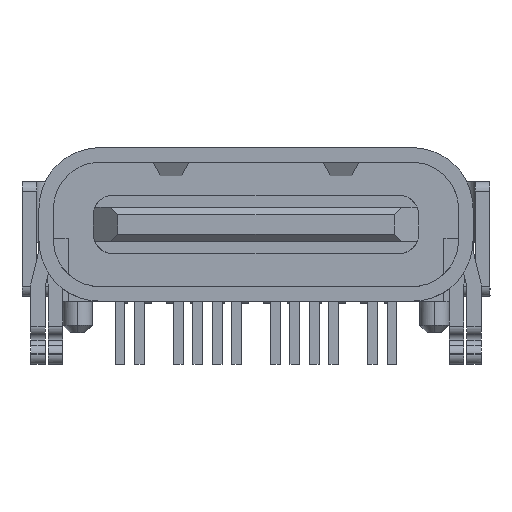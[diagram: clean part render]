
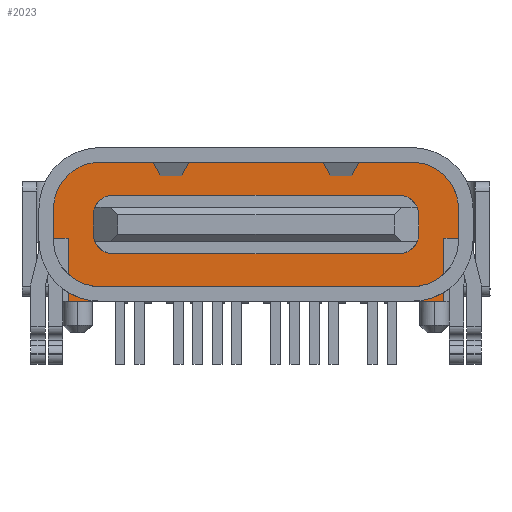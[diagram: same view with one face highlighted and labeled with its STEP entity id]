
A CAD part, front view. The second image highlights one B-rep face of the part: STEP entity #2023.
In plain terms, the highlighted free-form (B-spline) face has degree [1, 1] with [2, 2] control points.
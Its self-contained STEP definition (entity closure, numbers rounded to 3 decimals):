
#746 = VERTEX_POINT('',#747);
#747 = CARTESIAN_POINT('',(3.756,1.218,1.355)
  );
#752 = EDGE_CURVE('',#746,#753,#755,.T.);
#753 = VERTEX_POINT('',#754);
#754 = CARTESIAN_POINT('',(-3.756,1.218,1.355
    ));
#755 = B_SPLINE_CURVE_WITH_KNOTS('',1,(#756,#757),.UNSPECIFIED.,.F.,.F.,
  (2,2),(0.,7.513),.PIECEWISE_BEZIER_KNOTS.);
#756 = CARTESIAN_POINT('',(3.756,1.218,1.355)
  );
#757 = CARTESIAN_POINT('',(-3.756,1.218,1.355
    ));
#2001 = VERTEX_POINT('',#2002);
#2002 = CARTESIAN_POINT('',(4.047,1.218,3.209)
  );
#2007 = EDGE_CURVE('',#2008,#2001,#2010,.T.);
#2008 = VERTEX_POINT('',#2009);
#2009 = CARTESIAN_POINT('',(4.047,1.218,2.617)
  );
#2010 = B_SPLINE_CURVE_WITH_KNOTS('',1,(#2011,#2012),.UNSPECIFIED.,.F.,
  .F.,(2,2),(-0.272,0.32),.PIECEWISE_BEZIER_KNOTS.);
#2011 = CARTESIAN_POINT('',(4.047,1.218,2.617)
  );
#2012 = CARTESIAN_POINT('',(4.047,1.218,3.209)
  );
#2023 = ADVANCED_FACE('',(#2024,#2086),#2144,.T.);
#2024 = FACE_BOUND('',#2025,.T.);
#2025 = EDGE_LOOP('',(#2026,#2036,#2043,#2051,#2058,#2066,#2073,#2081));
#2026 = ORIENTED_EDGE('',*,*,#2027,.F.);
#2027 = EDGE_CURVE('',#2028,#2030,#2032,.T.);
#2028 = VERTEX_POINT('',#2029);
#2029 = CARTESIAN_POINT('',(-2.863,1.218,3.471
    ));
#2030 = VERTEX_POINT('',#2031);
#2031 = CARTESIAN_POINT('',(-3.252,1.218,
    3.083));
#2032 = ( BOUNDED_CURVE() B_SPLINE_CURVE(2,(#2033,#2034,#2035),
.UNSPECIFIED.,.F.,.F.) B_SPLINE_CURVE_WITH_KNOTS((3,3),(4.712,
6.283),.PIECEWISE_BEZIER_KNOTS.) CURVE() 
GEOMETRIC_REPRESENTATION_ITEM() RATIONAL_B_SPLINE_CURVE((1.,
0.707,1.)) REPRESENTATION_ITEM('') );
#2033 = CARTESIAN_POINT('',(-2.863,1.218,3.471
    ));
#2034 = CARTESIAN_POINT('',(-3.252,1.218,3.471
    ));
#2035 = CARTESIAN_POINT('',(-3.252,1.218,
    3.083));
#2036 = ORIENTED_EDGE('',*,*,#2037,.F.);
#2037 = EDGE_CURVE('',#2038,#2028,#2040,.T.);
#2038 = VERTEX_POINT('',#2039);
#2039 = CARTESIAN_POINT('',(2.863,1.218,3.471)
  );
#2040 = B_SPLINE_CURVE_WITH_KNOTS('',1,(#2041,#2042),.UNSPECIFIED.,.F.,
  .F.,(2,2),(-5.727,0.),.PIECEWISE_BEZIER_KNOTS.);
#2041 = CARTESIAN_POINT('',(2.863,1.218,3.471)
  );
#2042 = CARTESIAN_POINT('',(-2.863,1.218,3.471
    ));
#2043 = ORIENTED_EDGE('',*,*,#2044,.F.);
#2044 = EDGE_CURVE('',#2045,#2038,#2047,.T.);
#2045 = VERTEX_POINT('',#2046);
#2046 = CARTESIAN_POINT('',(3.252,1.218,3.083
    ));
#2047 = ( BOUNDED_CURVE() B_SPLINE_CURVE(2,(#2048,#2049,#2050),
.UNSPECIFIED.,.F.,.F.) B_SPLINE_CURVE_WITH_KNOTS((3,3),(3.142,
4.712),.PIECEWISE_BEZIER_KNOTS.) CURVE() 
GEOMETRIC_REPRESENTATION_ITEM() RATIONAL_B_SPLINE_CURVE((1.,
0.707,1.)) REPRESENTATION_ITEM('') );
#2048 = CARTESIAN_POINT('',(3.252,1.218,3.083
    ));
#2049 = CARTESIAN_POINT('',(3.252,1.218,3.471)
  );
#2050 = CARTESIAN_POINT('',(2.863,1.218,3.471)
  );
#2051 = ORIENTED_EDGE('',*,*,#2052,.F.);
#2052 = EDGE_CURVE('',#2053,#2045,#2055,.T.);
#2053 = VERTEX_POINT('',#2054);
#2054 = CARTESIAN_POINT('',(3.252,1.218,2.695
    ));
#2055 = B_SPLINE_CURVE_WITH_KNOTS('',1,(#2056,#2057),.UNSPECIFIED.,.F.,
  .F.,(2,2),(0.,0.388),
  .PIECEWISE_BEZIER_KNOTS.);
#2056 = CARTESIAN_POINT('',(3.252,1.218,2.695
    ));
#2057 = CARTESIAN_POINT('',(3.252,1.218,3.083
    ));
#2058 = ORIENTED_EDGE('',*,*,#2059,.F.);
#2059 = EDGE_CURVE('',#2060,#2053,#2062,.T.);
#2060 = VERTEX_POINT('',#2061);
#2061 = CARTESIAN_POINT('',(2.863,1.218,2.307
    ));
#2062 = ( BOUNDED_CURVE() B_SPLINE_CURVE(2,(#2063,#2064,#2065),
.UNSPECIFIED.,.F.,.F.) B_SPLINE_CURVE_WITH_KNOTS((3,3),(4.712,
6.283),.PIECEWISE_BEZIER_KNOTS.) CURVE() 
GEOMETRIC_REPRESENTATION_ITEM() RATIONAL_B_SPLINE_CURVE((1.,
0.707,1.)) REPRESENTATION_ITEM('') );
#2063 = CARTESIAN_POINT('',(2.863,1.218,2.307
    ));
#2064 = CARTESIAN_POINT('',(3.252,1.218,2.307
    ));
#2065 = CARTESIAN_POINT('',(3.252,1.218,2.695
    ));
#2066 = ORIENTED_EDGE('',*,*,#2067,.F.);
#2067 = EDGE_CURVE('',#2068,#2060,#2070,.T.);
#2068 = VERTEX_POINT('',#2069);
#2069 = CARTESIAN_POINT('',(-2.863,1.218,
    2.307));
#2070 = B_SPLINE_CURVE_WITH_KNOTS('',1,(#2071,#2072),.UNSPECIFIED.,.F.,
  .F.,(2,2),(0.,5.727),
  .PIECEWISE_BEZIER_KNOTS.);
#2071 = CARTESIAN_POINT('',(-2.863,1.218,
    2.307));
#2072 = CARTESIAN_POINT('',(2.863,1.218,2.307
    ));
#2073 = ORIENTED_EDGE('',*,*,#2074,.F.);
#2074 = EDGE_CURVE('',#2075,#2068,#2077,.T.);
#2075 = VERTEX_POINT('',#2076);
#2076 = CARTESIAN_POINT('',(-3.252,1.218,
    2.695));
#2077 = ( BOUNDED_CURVE() B_SPLINE_CURVE(2,(#2078,#2079,#2080),
.UNSPECIFIED.,.F.,.F.) B_SPLINE_CURVE_WITH_KNOTS((3,3),(0.,
1.571),.PIECEWISE_BEZIER_KNOTS.) CURVE() 
GEOMETRIC_REPRESENTATION_ITEM() RATIONAL_B_SPLINE_CURVE((1.,
0.707,1.)) REPRESENTATION_ITEM('') );
#2078 = CARTESIAN_POINT('',(-3.252,1.218,
    2.695));
#2079 = CARTESIAN_POINT('',(-3.252,1.218,
    2.307));
#2080 = CARTESIAN_POINT('',(-2.863,1.218,
    2.307));
#2081 = ORIENTED_EDGE('',*,*,#2082,.F.);
#2082 = EDGE_CURVE('',#2030,#2075,#2083,.T.);
#2083 = B_SPLINE_CURVE_WITH_KNOTS('',1,(#2084,#2085),.UNSPECIFIED.,.F.,
  .F.,(2,2),(-0.388,0.),.PIECEWISE_BEZIER_KNOTS.);
#2084 = CARTESIAN_POINT('',(-3.252,1.218,
    3.083));
#2085 = CARTESIAN_POINT('',(-3.252,1.218,
    2.695));
#2086 = FACE_BOUND('',#2087,.T.);
#2087 = EDGE_LOOP('',(#2088,#2095,#2096,#2103,#2108,#2109,#2117,#2124,
    #2132,#2139));
#2088 = ORIENTED_EDGE('',*,*,#2089,.T.);
#2089 = EDGE_CURVE('',#2090,#753,#2092,.T.);
#2090 = VERTEX_POINT('',#2091);
#2091 = CARTESIAN_POINT('',(-3.756,1.218,
    2.617));
#2092 = B_SPLINE_CURVE_WITH_KNOTS('',1,(#2093,#2094),.UNSPECIFIED.,.F.,
  .F.,(2,2),(0.,1.262),.PIECEWISE_BEZIER_KNOTS.);
#2093 = CARTESIAN_POINT('',(-3.756,1.218,
    2.617));
#2094 = CARTESIAN_POINT('',(-3.756,1.218,
    1.355));
#2095 = ORIENTED_EDGE('',*,*,#752,.F.);
#2096 = ORIENTED_EDGE('',*,*,#2097,.F.);
#2097 = EDGE_CURVE('',#2098,#746,#2100,.T.);
#2098 = VERTEX_POINT('',#2099);
#2099 = CARTESIAN_POINT('',(3.756,1.218,2.617
    ));
#2100 = B_SPLINE_CURVE_WITH_KNOTS('',1,(#2101,#2102),.UNSPECIFIED.,.F.,
  .F.,(2,2),(0.,1.262),.PIECEWISE_BEZIER_KNOTS.);
#2101 = CARTESIAN_POINT('',(3.756,1.218,2.617
    ));
#2102 = CARTESIAN_POINT('',(3.756,1.218,1.355
    ));
#2103 = ORIENTED_EDGE('',*,*,#2104,.T.);
#2104 = EDGE_CURVE('',#2098,#2008,#2105,.T.);
#2105 = B_SPLINE_CURVE_WITH_KNOTS('',1,(#2106,#2107),.UNSPECIFIED.,.F.,
  .F.,(2,2),(-0.291,0.),.PIECEWISE_BEZIER_KNOTS.);
#2106 = CARTESIAN_POINT('',(3.756,1.218,2.617
    ));
#2107 = CARTESIAN_POINT('',(4.047,1.218,2.617)
  );
#2108 = ORIENTED_EDGE('',*,*,#2007,.T.);
#2109 = ORIENTED_EDGE('',*,*,#2110,.F.);
#2110 = EDGE_CURVE('',#2111,#2001,#2113,.T.);
#2111 = VERTEX_POINT('',#2112);
#2112 = CARTESIAN_POINT('',(3.125,1.218,4.131
    ));
#2113 = ( BOUNDED_CURVE() B_SPLINE_CURVE(2,(#2114,#2115,#2116),
.UNSPECIFIED.,.F.,.F.) B_SPLINE_CURVE_WITH_KNOTS((3,3),(3.142,
4.712),.PIECEWISE_BEZIER_KNOTS.) CURVE() 
GEOMETRIC_REPRESENTATION_ITEM() RATIONAL_B_SPLINE_CURVE((1.,
0.707,1.)) REPRESENTATION_ITEM('') );
#2114 = CARTESIAN_POINT('',(3.125,1.218,4.131
    ));
#2115 = CARTESIAN_POINT('',(4.047,1.218,4.131)
  );
#2116 = CARTESIAN_POINT('',(4.047,1.218,3.209)
  );
#2117 = ORIENTED_EDGE('',*,*,#2118,.T.);
#2118 = EDGE_CURVE('',#2111,#2119,#2121,.T.);
#2119 = VERTEX_POINT('',#2120);
#2120 = CARTESIAN_POINT('',(-3.125,1.218,
    4.131));
#2121 = B_SPLINE_CURVE_WITH_KNOTS('',1,(#2122,#2123),.UNSPECIFIED.,.F.,
  .F.,(2,2),(-3.125,3.125),.PIECEWISE_BEZIER_KNOTS.);
#2122 = CARTESIAN_POINT('',(3.125,1.218,4.131
    ));
#2123 = CARTESIAN_POINT('',(-3.125,1.218,
    4.131));
#2124 = ORIENTED_EDGE('',*,*,#2125,.F.);
#2125 = EDGE_CURVE('',#2126,#2119,#2128,.T.);
#2126 = VERTEX_POINT('',#2127);
#2127 = CARTESIAN_POINT('',(-4.047,1.218,3.209)
  );
#2128 = ( BOUNDED_CURVE() B_SPLINE_CURVE(2,(#2129,#2130,#2131),
.UNSPECIFIED.,.F.,.F.) B_SPLINE_CURVE_WITH_KNOTS((3,3),(1.571,
3.142),.PIECEWISE_BEZIER_KNOTS.) CURVE() 
GEOMETRIC_REPRESENTATION_ITEM() RATIONAL_B_SPLINE_CURVE((1.,
0.707,1.)) REPRESENTATION_ITEM('') );
#2129 = CARTESIAN_POINT('',(-4.047,1.218,3.209)
  );
#2130 = CARTESIAN_POINT('',(-4.047,1.218,4.131)
  );
#2131 = CARTESIAN_POINT('',(-3.125,1.218,
    4.131));
#2132 = ORIENTED_EDGE('',*,*,#2133,.F.);
#2133 = EDGE_CURVE('',#2134,#2126,#2136,.T.);
#2134 = VERTEX_POINT('',#2135);
#2135 = CARTESIAN_POINT('',(-4.047,1.218,2.617)
  );
#2136 = B_SPLINE_CURVE_WITH_KNOTS('',1,(#2137,#2138),.UNSPECIFIED.,.F.,
  .F.,(2,2),(-0.272,0.32),.PIECEWISE_BEZIER_KNOTS.);
#2137 = CARTESIAN_POINT('',(-4.047,1.218,2.617)
  );
#2138 = CARTESIAN_POINT('',(-4.047,1.218,3.209)
  );
#2139 = ORIENTED_EDGE('',*,*,#2140,.F.);
#2140 = EDGE_CURVE('',#2090,#2134,#2141,.T.);
#2141 = B_SPLINE_CURVE_WITH_KNOTS('',1,(#2142,#2143),.UNSPECIFIED.,.F.,
  .F.,(2,2),(-0.291,0.),.PIECEWISE_BEZIER_KNOTS.);
#2142 = CARTESIAN_POINT('',(-3.756,1.218,
    2.617));
#2143 = CARTESIAN_POINT('',(-4.047,1.218,2.617)
  );
#2144 = B_SPLINE_SURFACE_WITH_KNOTS('',1,1,(
    (#2145,#2146)
    ,(#2147,#2148
    )),.UNSPECIFIED.,.F.,.F.,.F.,(2,2),(2,2),(-2.776,0.),(
    0.291,8.386),.PIECEWISE_BEZIER_KNOTS.);
#2145 = CARTESIAN_POINT('',(-4.047,1.218,4.131)
  );
#2146 = CARTESIAN_POINT('',(4.047,1.218,4.131)
  );
#2147 = CARTESIAN_POINT('',(-4.047,1.218,1.355)
  );
#2148 = CARTESIAN_POINT('',(4.047,1.218,1.355)
  );
